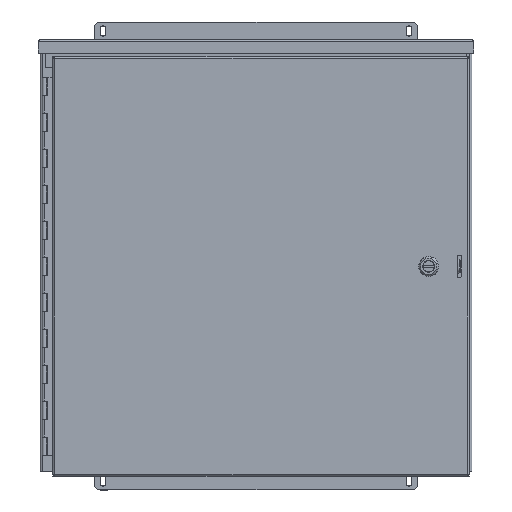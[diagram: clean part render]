
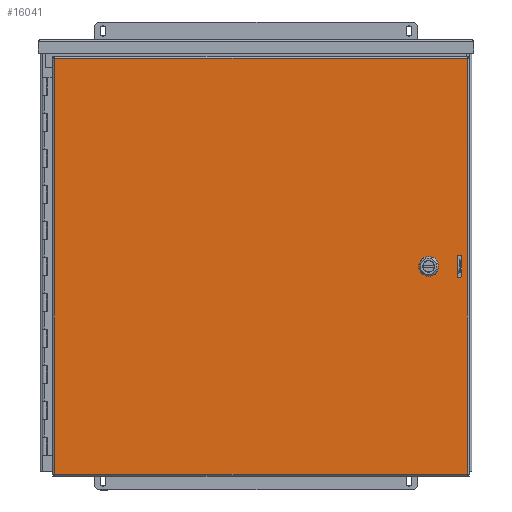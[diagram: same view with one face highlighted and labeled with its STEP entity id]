
A CAD part, top view. The second image highlights one B-rep face of the part: STEP entity #16041.
In plain terms, the highlighted planar face has unit normal (0, 0, 1).
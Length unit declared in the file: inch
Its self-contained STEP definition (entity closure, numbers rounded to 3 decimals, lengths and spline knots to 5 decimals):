
#717=FACE_BOUND('',#2592,.T.);
#718=FACE_BOUND('',#2593,.T.);
#866=CIRCLE('',#17036,0.453);
#868=CIRCLE('',#17040,0.453);
#870=CIRCLE('',#17044,0.453);
#872=CIRCLE('',#17048,0.453);
#873=CIRCLE('',#17055,0.125);
#875=CIRCLE('',#17058,0.125);
#1629=FACE_OUTER_BOUND('',#2591,.T.);
#2591=EDGE_LOOP('',(#10978,#10979,#10980,#10981));
#2592=EDGE_LOOP('',(#10982,#10983,#10984,#10985,#10986,#10987,#10988,#10989));
#2593=EDGE_LOOP('',(#10990,#10991,#10992,#10993));
#3705=LINE('',#24103,#5195);
#3722=LINE('',#24315,#5212);
#3726=LINE('',#24329,#5216);
#3730=LINE('',#24341,#5220);
#3734=LINE('',#24353,#5224);
#3738=LINE('',#24363,#5228);
#3742=LINE('',#24374,#5232);
#3748=LINE('',#24392,#5238);
#3750=LINE('',#24396,#5240);
#3751=LINE('',#24399,#5241);
#5195=VECTOR('',#19193,23.102);
#5212=VECTOR('',#19226,23.102);
#5216=VECTOR('',#19238,0.42712);
#5220=VECTOR('',#19250,0.42712);
#5224=VECTOR('',#19262,0.42712);
#5228=VECTOR('',#19274,0.42712);
#5232=VECTOR('',#19286,1.);
#5238=VECTOR('',#19306,1.);
#5240=VECTOR('',#19312,22.9145);
#5241=VECTOR('',#19317,22.9145);
#6576=VERTEX_POINT('',#23880);
#6592=VERTEX_POINT('',#23998);
#6607=VERTEX_POINT('',#24102);
#6615=VERTEX_POINT('',#24251);
#6618=VERTEX_POINT('',#24320);
#6619=VERTEX_POINT('',#24322);
#6621=VERTEX_POINT('',#24328);
#6623=VERTEX_POINT('',#24334);
#6625=VERTEX_POINT('',#24340);
#6627=VERTEX_POINT('',#24346);
#6629=VERTEX_POINT('',#24352);
#6631=VERTEX_POINT('',#24358);
#6632=VERTEX_POINT('',#24370);
#6634=VERTEX_POINT('',#24373);
#6636=VERTEX_POINT('',#24379);
#6638=VERTEX_POINT('',#24385);
#8188=EDGE_CURVE('',#6607,#6592,#3705,.T.);
#8214=EDGE_CURVE('',#6576,#6615,#3722,.T.);
#8217=EDGE_CURVE('',#6619,#6618,#866,.T.);
#8220=EDGE_CURVE('',#6621,#6619,#3726,.T.);
#8223=EDGE_CURVE('',#6623,#6621,#868,.T.);
#8226=EDGE_CURVE('',#6625,#6623,#3730,.T.);
#8229=EDGE_CURVE('',#6627,#6625,#870,.T.);
#8232=EDGE_CURVE('',#6629,#6627,#3734,.T.);
#8235=EDGE_CURVE('',#6631,#6629,#872,.T.);
#8238=EDGE_CURVE('',#6618,#6631,#3738,.T.);
#8242=EDGE_CURVE('',#6634,#6632,#3742,.T.);
#8245=EDGE_CURVE('',#6636,#6632,#873,.T.);
#8248=EDGE_CURVE('',#6634,#6638,#875,.T.);
#8252=EDGE_CURVE('',#6636,#6638,#3748,.T.);
#8254=EDGE_CURVE('',#6592,#6576,#3750,.T.);
#8255=EDGE_CURVE('',#6615,#6607,#3751,.T.);
#10978=ORIENTED_EDGE('',*,*,#8214,.T.);
#10979=ORIENTED_EDGE('',*,*,#8255,.T.);
#10980=ORIENTED_EDGE('',*,*,#8188,.T.);
#10981=ORIENTED_EDGE('',*,*,#8254,.T.);
#10982=ORIENTED_EDGE('',*,*,#8217,.T.);
#10983=ORIENTED_EDGE('',*,*,#8238,.T.);
#10984=ORIENTED_EDGE('',*,*,#8235,.T.);
#10985=ORIENTED_EDGE('',*,*,#8232,.T.);
#10986=ORIENTED_EDGE('',*,*,#8229,.T.);
#10987=ORIENTED_EDGE('',*,*,#8226,.T.);
#10988=ORIENTED_EDGE('',*,*,#8223,.T.);
#10989=ORIENTED_EDGE('',*,*,#8220,.T.);
#10990=ORIENTED_EDGE('',*,*,#8242,.T.);
#10991=ORIENTED_EDGE('',*,*,#8245,.F.);
#10992=ORIENTED_EDGE('',*,*,#8252,.T.);
#10993=ORIENTED_EDGE('',*,*,#8248,.F.);
#14578=PLANE('',#17066);
#16041=ADVANCED_FACE('',(#1629,#717,#718),#14578,.T.);
#17036=AXIS2_PLACEMENT_3D('',#24323,#19232,#19233);
#17040=AXIS2_PLACEMENT_3D('',#24335,#19244,#19245);
#17044=AXIS2_PLACEMENT_3D('',#24347,#19256,#19257);
#17048=AXIS2_PLACEMENT_3D('',#24359,#19268,#19269);
#17055=AXIS2_PLACEMENT_3D('',#24380,#19291,#19292);
#17058=AXIS2_PLACEMENT_3D('',#24386,#19298,#19299);
#17066=AXIS2_PLACEMENT_3D('',#24401,#19320,#19321);
#19193=DIRECTION('',(0.,-1.,0.));
#19226=DIRECTION('',(0.,1.,0.));
#19232=DIRECTION('center_axis',(0.,0.,-1.));
#19233=DIRECTION('ref_axis',(0.882,0.471,0.));
#19238=DIRECTION('',(1.,0.,0.));
#19244=DIRECTION('center_axis',(0.,0.,-1.));
#19245=DIRECTION('ref_axis',(-0.471,0.882,0.));
#19250=DIRECTION('',(0.,1.,0.));
#19256=DIRECTION('center_axis',(0.,0.,-1.));
#19257=DIRECTION('ref_axis',(-0.882,-0.471,0.));
#19262=DIRECTION('',(-1.,0.,0.));
#19268=DIRECTION('center_axis',(0.,0.,-1.));
#19269=DIRECTION('ref_axis',(0.471,-0.882,0.));
#19274=DIRECTION('',(0.,-1.,0.));
#19286=DIRECTION('',(0.,-1.,0.));
#19291=DIRECTION('center_axis',(0.,0.,1.));
#19292=DIRECTION('ref_axis',(-0.707,-0.707,0.));
#19298=DIRECTION('center_axis',(0.,0.,1.));
#19299=DIRECTION('ref_axis',(0.707,0.707,0.));
#19306=DIRECTION('',(0.,1.,0.));
#19312=DIRECTION('',(1.,0.,0.));
#19317=DIRECTION('',(-1.,0.,0.));
#19320=DIRECTION('center_axis',(0.,0.,1.));
#19321=DIRECTION('ref_axis',(1.,0.,0.));
#23880=CARTESIAN_POINT('',(11.45725,-11.551,0.074));
#23998=CARTESIAN_POINT('',(-11.45725,-11.551,0.074));
#24102=CARTESIAN_POINT('',(-11.45725,11.551,0.074));
#24103=CARTESIAN_POINT('',(-11.45725,5.7755,0.074));
#24251=CARTESIAN_POINT('',(11.45725,11.551,0.074));
#24315=CARTESIAN_POINT('',(11.45725,-5.7755,0.074));
#24320=CARTESIAN_POINT('',(9.712,0.21356,0.074));
#24322=CARTESIAN_POINT('',(9.52612,0.3995,0.074));
#24323=CARTESIAN_POINT('Origin',(9.31248,0.00005,0.074));
#24328=CARTESIAN_POINT('',(9.099,0.3995,0.074));
#24329=CARTESIAN_POINT('',(4.76306,0.3995,0.074));
#24334=CARTESIAN_POINT('',(8.913,0.21356,0.074));
#24335=CARTESIAN_POINT('Origin',(9.31248,-0.00005,
0.074));
#24340=CARTESIAN_POINT('',(8.913,-0.21356,0.074));
#24341=CARTESIAN_POINT('',(8.913,0.10678,0.074));
#24346=CARTESIAN_POINT('',(9.09894,-0.3995,0.074));
#24347=CARTESIAN_POINT('Origin',(9.3125,0.,
0.074));
#24352=CARTESIAN_POINT('',(9.52606,-0.3995,0.074));
#24353=CARTESIAN_POINT('',(4.54947,-0.3995,0.074));
#24358=CARTESIAN_POINT('',(9.712,-0.21356,0.074));
#24359=CARTESIAN_POINT('Origin',(9.3125,0.,0.074));
#24363=CARTESIAN_POINT('',(9.712,-0.10678,0.074));
#24370=CARTESIAN_POINT('',(11.14063,-0.5,0.074));
#24373=CARTESIAN_POINT('',(11.14063,0.5,0.074));
#24374=CARTESIAN_POINT('',(11.14063,0.3125,0.074));
#24379=CARTESIAN_POINT('',(10.89063,-0.5,0.074));
#24380=CARTESIAN_POINT('Origin',(11.01563,-0.5,0.074));
#24385=CARTESIAN_POINT('',(10.89063,0.5,0.074));
#24386=CARTESIAN_POINT('Origin',(11.01563,0.5,0.074));
#24392=CARTESIAN_POINT('',(10.89063,-0.3125,0.074));
#24396=CARTESIAN_POINT('',(-5.72863,-11.551,0.074));
#24399=CARTESIAN_POINT('',(5.72863,11.551,0.074));
#24401=CARTESIAN_POINT('Origin',(0.,0.,
0.074));
